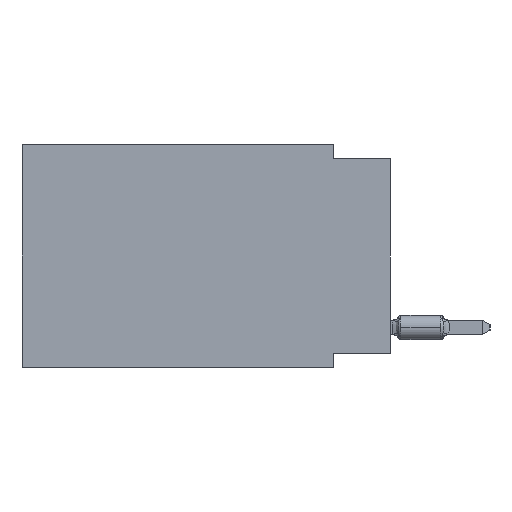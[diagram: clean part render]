
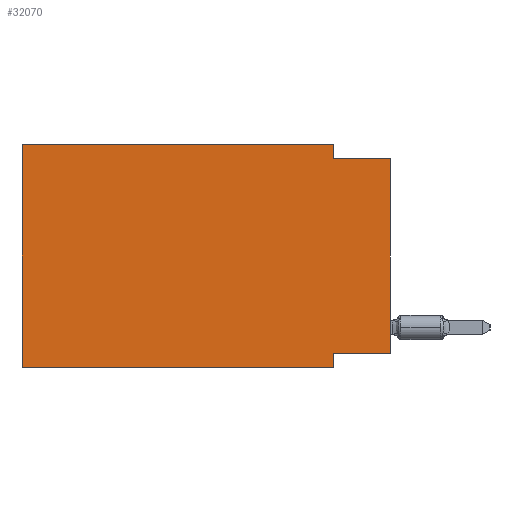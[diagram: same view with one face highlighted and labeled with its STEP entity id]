
A CAD part, left-side view. The second image highlights one B-rep face of the part: STEP entity #32070.
In plain terms, the highlighted planar face has unit normal (-1, 0, 0).
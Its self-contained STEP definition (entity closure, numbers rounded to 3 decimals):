
#172 = LINE ( 'NONE', #35762, #25045 ) ;
#1426 = LINE ( 'NONE', #18973, #9670 ) ;
#1539 = DIRECTION ( 'NONE',  ( 0., 0., -1. ) ) ;
#6332 = CARTESIAN_POINT ( 'NONE',  ( 0., 0., -9.271 ) ) ;
#6998 = DIRECTION ( 'NONE',  ( 0., 0., 1. ) ) ;
#7062 = CARTESIAN_POINT ( 'NONE',  ( 0., 2.54, -0.635 ) ) ;
#7083 = DIRECTION ( 'NONE',  ( 0., 0., 1. ) ) ;
#7356 = VERTEX_POINT ( 'NONE', #9827 ) ;
#7770 = CARTESIAN_POINT ( 'NONE',  ( 0., 16.383, 0. ) ) ;
#7862 = VERTEX_POINT ( 'NONE', #7062 ) ;
#8321 = VERTEX_POINT ( 'NONE', #14535 ) ;
#8548 = VERTEX_POINT ( 'NONE', #20508 ) ;
#9670 = VECTOR ( 'NONE', #39782, 1000. ) ;
#9827 = CARTESIAN_POINT ( 'NONE',  ( 0., 16.383, 0. ) ) ;
#10422 = ORIENTED_EDGE ( 'NONE', *, *, #28765, .F. ) ;
#11150 = CARTESIAN_POINT ( 'NONE',  ( 0., 16.383, -9.906 ) ) ;
#11692 = PLANE ( 'NONE',  #20283 ) ;
#11736 = EDGE_LOOP ( 'NONE', ( #30747, #32770, #44482, #18946, #10422, #22271, #33965, #44862 ) ) ;
#12561 = EDGE_CURVE ( 'NONE', #7862, #8548, #25663, .T. ) ;
#13167 = VECTOR ( 'NONE', #22317, 1000. ) ;
#13720 = DIRECTION ( 'NONE',  ( 0., 1., 0. ) ) ;
#14282 = CARTESIAN_POINT ( 'NONE',  ( 0., 2.54, -9.906 ) ) ;
#14535 = CARTESIAN_POINT ( 'NONE',  ( 0., 2.54, 0. ) ) ;
#16312 = CARTESIAN_POINT ( 'NONE',  ( 0., 2.54, 0. ) ) ;
#16792 = CARTESIAN_POINT ( 'NONE',  ( 0., 2.54, -9.906 ) ) ;
#17418 = LINE ( 'NONE', #38896, #41848 ) ;
#18946 = ORIENTED_EDGE ( 'NONE', *, *, #45455, .F. ) ;
#18973 = CARTESIAN_POINT ( 'NONE',  ( 0., 16.383, 0. ) ) ;
#19964 = EDGE_CURVE ( 'NONE', #21966, #28274, #42792, .T. ) ;
#20031 = VECTOR ( 'NONE', #35865, 1000. ) ;
#20283 = AXIS2_PLACEMENT_3D ( 'NONE', #7770, #25555, #1539 ) ;
#20353 = VECTOR ( 'NONE', #28582, 1000. ) ;
#20508 = CARTESIAN_POINT ( 'NONE',  ( 0., 0., -0.635 ) ) ;
#21754 = CARTESIAN_POINT ( 'NONE',  ( 0., 0., -0.635 ) ) ;
#21966 = VERTEX_POINT ( 'NONE', #43354 ) ;
#22271 = ORIENTED_EDGE ( 'NONE', *, *, #19964, .T. ) ;
#22317 = DIRECTION ( 'NONE',  ( 0., 0., -1. ) ) ;
#22550 = LINE ( 'NONE', #16312, #13167 ) ;
#22610 = VERTEX_POINT ( 'NONE', #25627 ) ;
#23580 = CARTESIAN_POINT ( 'NONE',  ( 0., 2.54, -9.271 ) ) ;
#24855 = VERTEX_POINT ( 'NONE', #23580 ) ;
#25045 = VECTOR ( 'NONE', #7083, 1000. ) ;
#25234 = DIRECTION ( 'NONE',  ( 0., -1., 0. ) ) ;
#25555 = DIRECTION ( 'NONE',  ( 1., 0., 0. ) ) ;
#25627 = CARTESIAN_POINT ( 'NONE',  ( 0., 0., -9.271 ) ) ;
#25663 = LINE ( 'NONE', #21754, #20031 ) ;
#28274 = VERTEX_POINT ( 'NONE', #16792 ) ;
#28582 = DIRECTION ( 'NONE',  ( 0., 0., -1. ) ) ;
#28765 = EDGE_CURVE ( 'NONE', #21966, #7356, #172, .T. ) ;
#30747 = ORIENTED_EDGE ( 'NONE', *, *, #39382, .T. ) ;
#32070 = ADVANCED_FACE ( 'NONE', ( #32738 ), #11692, .F. ) ;
#32738 = FACE_OUTER_BOUND ( 'NONE', #11736, .T. ) ;
#32770 = ORIENTED_EDGE ( 'NONE', *, *, #12561, .F. ) ;
#33369 = VECTOR ( 'NONE', #13720, 1000. ) ;
#33965 = ORIENTED_EDGE ( 'NONE', *, *, #37442, .F. ) ;
#35655 = EDGE_CURVE ( 'NONE', #22610, #24855, #38222, .T. ) ;
#35762 = CARTESIAN_POINT ( 'NONE',  ( 0., 16.383, 0. ) ) ;
#35865 = DIRECTION ( 'NONE',  ( 0., -1., 0. ) ) ;
#37442 = EDGE_CURVE ( 'NONE', #24855, #28274, #43139, .T. ) ;
#38222 = LINE ( 'NONE', #6332, #33369 ) ;
#38896 = CARTESIAN_POINT ( 'NONE',  ( 0., 0., 0. ) ) ;
#39382 = EDGE_CURVE ( 'NONE', #22610, #8548, #17418, .T. ) ;
#39782 = DIRECTION ( 'NONE',  ( 0., -1., 0. ) ) ;
#39993 = VECTOR ( 'NONE', #25234, 1000. ) ;
#40735 = EDGE_CURVE ( 'NONE', #8321, #7862, #22550, .T. ) ;
#41848 = VECTOR ( 'NONE', #6998, 1000. ) ;
#42792 = LINE ( 'NONE', #11150, #39993 ) ;
#43139 = LINE ( 'NONE', #14282, #20353 ) ;
#43354 = CARTESIAN_POINT ( 'NONE',  ( 0., 16.383, -9.906 ) ) ;
#44482 = ORIENTED_EDGE ( 'NONE', *, *, #40735, .F. ) ;
#44862 = ORIENTED_EDGE ( 'NONE', *, *, #35655, .F. ) ;
#45455 = EDGE_CURVE ( 'NONE', #7356, #8321, #1426, .T. ) ;
